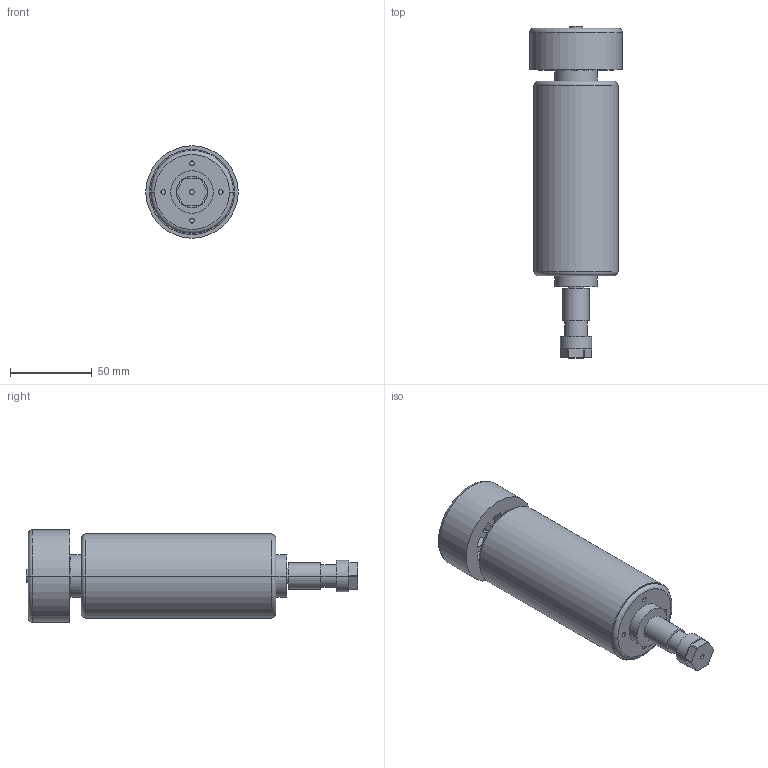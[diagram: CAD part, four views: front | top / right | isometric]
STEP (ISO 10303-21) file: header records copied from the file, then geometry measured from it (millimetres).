
FILE_DESCRIPTION (( 'STEP AP203' ), '1' );
FILE_NAME ('SpindleSolid.STEP', '2020-01-18T18:39:24', ( '' ), ( '' ), 'SwSTEP 2.0', 'SolidWorks 2018', '' );
FILE_SCHEMA (( 'CONFIG_CONTROL_DESIGN' ));
Length unit declared in the file: millimetre
Products named in the file (1): SpindleSolid
Bounding box: 56.5 x 203.08 x 56.5 mm (x, y, z)
Volume: 317067.9 mm3; surface area: 42965.3 mm2
Topology: 1 solids, 1 shells, 148 faces, 417 edges, 265 vertices
Faces by surface type: plane 74, cylinder 68, torus 6
Entity records: 4965 total; most frequent: DIRECTION 930, ORIENTED_EDGE 834, CARTESIAN_POINT 831, EDGE_CURVE 417, AXIS2_PLACEMENT_3D 364, VERTEX_POINT 265, CIRCLE 215, VECTOR 202
